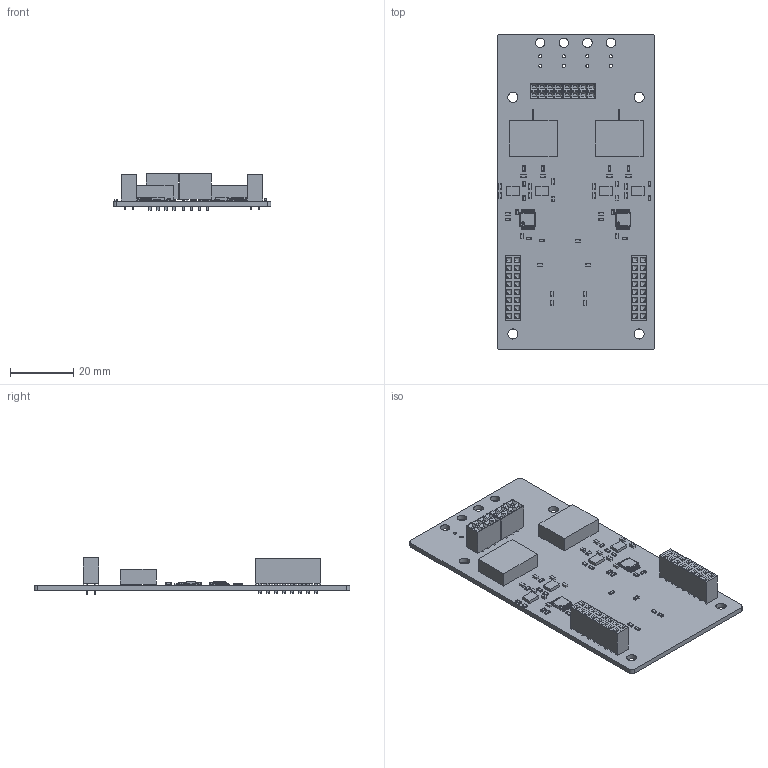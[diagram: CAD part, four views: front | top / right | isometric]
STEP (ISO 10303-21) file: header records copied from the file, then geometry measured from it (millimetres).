
FILE_DESCRIPTION(('Open CASCADE Model'),'2;1');
FILE_NAME('Open CASCADE Shape Model','2019-03-15T09:41:54',('Author'),( 'Open CASCADE'),'Open CASCADE STEP processor 6.8','Open CASCADE 6.8' ,'Unknown');
FILE_SCHEMA(('AUTOMOTIVE_DESIGN { 1 0 10303 214 1 1 1 1 }'));
Length unit declared in the file: millimetre
Products named in the file (97): PCB; Board; R203_2; 5305672576; Mid_Body; Terminal; Open_CASCADE_STEP_translator_6.8_9.2.1; Mark; R203_1; R202_2; 5305670848; R202_1; J501; c-534206-4-n-3d; J500; TR400_1; 5595195392; Extruded; IC250_2; 5595195584; R201_2; 5305670464; R201_1; R200_2; R200_1; U200_2; PW0014AakaMTC14; BODY_MTC14; LEAD_MTC14; U200_1; R251_3; R251_4; R250_3; R250_4; IC250_3; IC250_4; C200_2; 5305671424; Open_CASCADE_STEP_translator_6.8_2.1.1; Open_CASCADE_STEP_translator_6.8_2.1.2 ...
Assembly tree (156 placements, depth 5):
  PCB
    Board
    R203_2
      5305672576
        Mid_Body
        Terminal  x2
          Open_CASCADE_STEP_translator_6.8_9.2.1
        Mark
    R203_1
      5305672576
        Mid_Body
        Terminal  x2
          Open_CASCADE_STEP_translator_6.8_9.2.1
        Mark
    R202_2
      5305670848
        Mid_Body
        Terminal  x2
          Open_CASCADE_STEP_translator_6.8_9.2.1
        Mark
    R202_1
      5305670848
        Mid_Body
        Terminal  x2
          Open_CASCADE_STEP_translator_6.8_9.2.1
        Mark
    J501
      c-534206-4-n-3d
    J500
      c-534206-4-n-3d
    TR400_1
      5595195392
        Extruded
    IC250_2
      5595195584
        Extruded
    R201_2
      5305670464
        Mid_Body
        Terminal  x2
          Open_CASCADE_STEP_translator_6.8_9.2.1
        Mark
    R201_1
      5305670848
        Mid_Body
        Terminal  x2
          Open_CASCADE_STEP_translator_6.8_9.2.1
        Mark
    R200_2
      5305670464
        Mid_Body
        Terminal  x2
          Open_CASCADE_STEP_translator_6.8_9.2.1
        Mark
    R200_1
      5305670848
        Mid_Body
        Terminal  x2
          Open_CASCADE_STEP_translator_6.8_9.2.1
        Mark
Bounding box: 50 x 100 x 11.56 mm (x, y, z)
Volume: 11900.1 mm3; surface area: 15833.5 mm2
Topology: 195 solids, 195 shells, 3304 faces, 7848 edges, 4922 vertices
Faces by surface type: plane 2664, cylinder 508, sphere 132
Full cylindrical faces by diameter (mm): 1 x16, 1.016 x8, 1.04 x32, 2.997 x4, 3.2 x4
Entity records: 28873 total; most frequent: CARTESIAN_POINT 4837, DIRECTION 4606, ORIENTED_EDGE 4424, EDGE_CURVE 2212, LINE 1930, VECTOR 1930, VERTEX_POINT 1397, AXIS2_PLACEMENT_3D 1338
